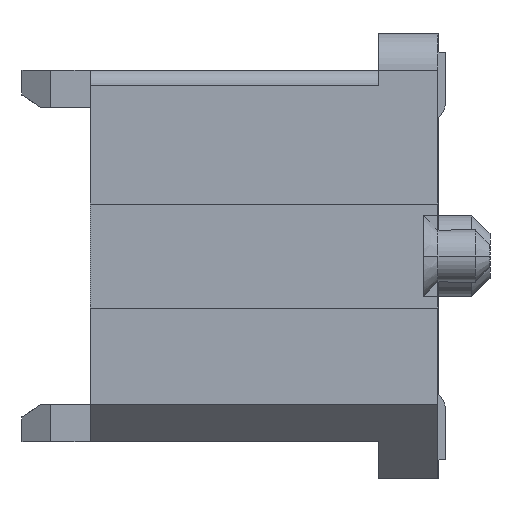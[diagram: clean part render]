
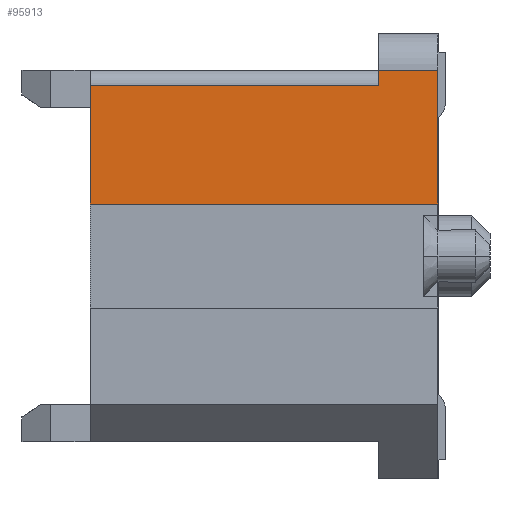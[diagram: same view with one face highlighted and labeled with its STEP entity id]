
A CAD part, left-side view. The second image highlights one B-rep face of the part: STEP entity #95913.
In plain terms, the highlighted planar face has unit normal (-1, 0, 0).
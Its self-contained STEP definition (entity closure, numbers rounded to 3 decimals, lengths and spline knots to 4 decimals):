
#24932=DIRECTION('',(0.,-1.,0.));
#24933=VECTOR('',#24932,4.68);
#24934=CARTESIAN_POINT('',(-14.9,6.68,0.7));
#24935=LINE('',#24934,#24933);
#24944=DIRECTION('',(0.,0.,1.));
#24945=VECTOR('',#24944,0.2);
#24946=CARTESIAN_POINT('',(-14.9,2.8,2.3));
#24947=LINE('',#24946,#24945);
#24948=DIRECTION('',(0.,0.,-1.));
#24949=VECTOR('',#24948,1.8);
#24950=CARTESIAN_POINT('',(-14.9,2.,2.5));
#24951=LINE('',#24950,#24949);
#24952=DIRECTION('',(0.,0.,1.));
#24953=VECTOR('',#24952,1.6);
#24954=CARTESIAN_POINT('',(-14.9,6.68,0.7));
#24955=LINE('',#24954,#24953);
#24960=DIRECTION('',(0.,1.,0.));
#24961=VECTOR('',#24960,3.88);
#24962=CARTESIAN_POINT('',(-14.9,2.8,2.3));
#24963=LINE('',#24962,#24961);
#25729=DIRECTION('',(0.,1.,0.));
#25730=VECTOR('',#25729,0.8);
#25731=CARTESIAN_POINT('',(-14.9,2.,2.5));
#25732=LINE('',#25731,#25730);
#52671=CARTESIAN_POINT('',(-14.9,2.8,2.5));
#52673=VERTEX_POINT('',#52671);
#52674=CARTESIAN_POINT('',(-14.9,2.8,2.3));
#52675=VERTEX_POINT('',#52674);
#52678=CARTESIAN_POINT('',(-14.9,2.,2.5));
#52679=VERTEX_POINT('',#52678);
#52690=CARTESIAN_POINT('',(-14.9,2.,0.7));
#52691=VERTEX_POINT('',#52690);
#52728=CARTESIAN_POINT('',(-14.9,6.68,0.7));
#52729=VERTEX_POINT('',#52728);
#52730=CARTESIAN_POINT('',(-14.9,6.68,2.3));
#52731=VERTEX_POINT('',#52730);
#95895=CARTESIAN_POINT('',(-14.9,4.34,1.6));
#95896=DIRECTION('',(1.,0.,0.));
#95897=DIRECTION('',(0.,0.,1.));
#95898=AXIS2_PLACEMENT_3D('',#95895,#95896,#95897);
#95899=PLANE('',#95898);
#95901=ORIENTED_EDGE('',*,*,#95900,.F.);
#95903=ORIENTED_EDGE('',*,*,#95902,.T.);
#95905=ORIENTED_EDGE('',*,*,#95904,.F.);
#95907=ORIENTED_EDGE('',*,*,#95906,.T.);
#95908=ORIENTED_EDGE('',*,*,#95885,.F.);
#95910=ORIENTED_EDGE('',*,*,#95909,.T.);
#95911=EDGE_LOOP('',(#95901,#95903,#95905,#95907,#95908,#95910));
#95912=FACE_OUTER_BOUND('',#95911,.F.);
#95885=EDGE_CURVE('',#52729,#52691,#24935,.T.);
#95900=EDGE_CURVE('',#52675,#52731,#24963,.T.);
#95902=EDGE_CURVE('',#52675,#52673,#24947,.T.);
#95904=EDGE_CURVE('',#52679,#52673,#25732,.T.);
#95906=EDGE_CURVE('',#52679,#52691,#24951,.T.);
#95909=EDGE_CURVE('',#52729,#52731,#24955,.T.);
#95913=ADVANCED_FACE('',(#95912),#95899,.F.);
